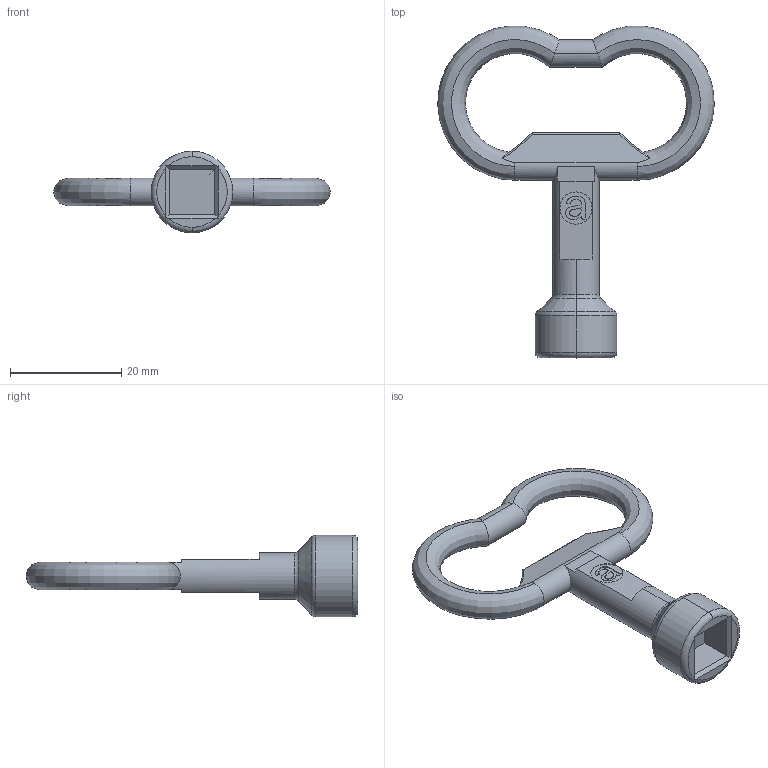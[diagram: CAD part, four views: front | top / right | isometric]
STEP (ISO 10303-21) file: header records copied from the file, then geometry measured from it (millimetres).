
FILE_DESCRIPTION (( 'STEP AP203' ), '1' );
FILE_NAME ('AP01.48.35.0.STEP', '2022-07-26T13:06:16', ( '' ), ( '' ), 'SwSTEP 2.0', 'SolidWorks 2021', '' );
FILE_SCHEMA (( 'CONFIG_CONTROL_DESIGN' ));
Length unit declared in the file: millimetre
Products named in the file (1): AP01.48.35.0
Bounding box: 49.8 x 59.76 x 14.7 mm (x, y, z)
Surface area: 3392.5 mm2 (no closed solid volume)
Topology: 0 solids, 1 shells, 162 faces, 433 edges, 276 vertices
Faces by surface type: bspline 75, plane 60, cylinder 15, torus 6, sphere 4, cone 2
Entity records: 9532 total; most frequent: CARTESIAN_POINT 5987, ORIENTED_EDGE 842, DIRECTION 491, EDGE_CURVE 429, VERTEX_POINT 276, VECTOR 199, LINE 199, EDGE_LOOP 175
